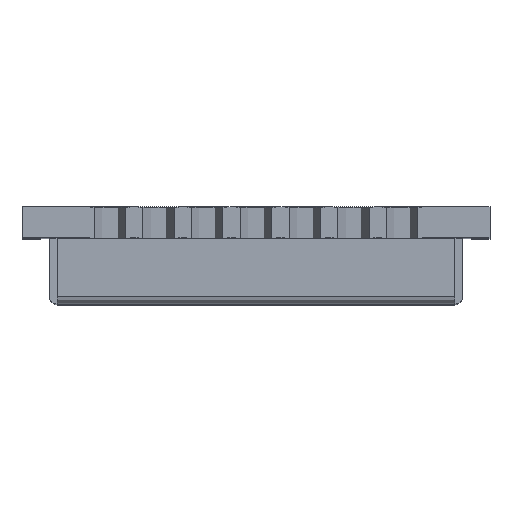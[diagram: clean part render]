
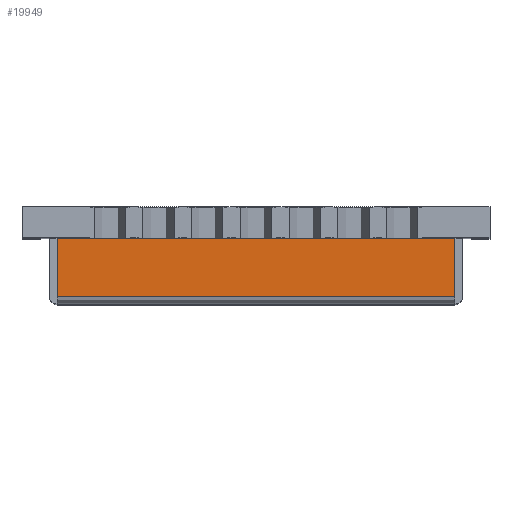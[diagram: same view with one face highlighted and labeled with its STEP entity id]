
A CAD part, top view. The second image highlights one B-rep face of the part: STEP entity #19949.
In plain terms, the highlighted planar face has unit normal (0, 0, 1).
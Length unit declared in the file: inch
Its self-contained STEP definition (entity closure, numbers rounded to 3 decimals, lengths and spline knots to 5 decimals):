
#123=PLANE('',#21063);
#1114=FACE_OUTER_BOUND('',#2183,.T.);
#2183=EDGE_LOOP('',(#14010,#14011,#14012,#14013));
#3522=LINE('',#27588,#6299);
#3531=LINE('',#27607,#6308);
#3533=LINE('',#27613,#6310);
#3536=LINE('',#27617,#6313);
#6299=VECTOR('',#22351,10.2);
#6308=VECTOR('',#22366,1.5);
#6310=VECTOR('',#22372,10.2);
#6313=VECTOR('',#22377,1.5);
#9102=VERTEX_POINT('',#27585);
#9103=VERTEX_POINT('',#27587);
#9110=VERTEX_POINT('',#27605);
#9111=VERTEX_POINT('',#27610);
#11047=EDGE_CURVE('',#9103,#9102,#3522,.T.);
#11057=EDGE_CURVE('',#9102,#9110,#3531,.T.);
#11060=EDGE_CURVE('',#9110,#9111,#3533,.T.);
#11063=EDGE_CURVE('',#9103,#9111,#3536,.T.);
#14010=ORIENTED_EDGE('',*,*,#11060,.T.);
#14011=ORIENTED_EDGE('',*,*,#11063,.F.);
#14012=ORIENTED_EDGE('',*,*,#11047,.T.);
#14013=ORIENTED_EDGE('',*,*,#11057,.T.);
#19949=ADVANCED_FACE('',(#1114),#123,.T.);
#21063=AXIS2_PLACEMENT_3D('',#27618,#22378,#22379);
#22351=DIRECTION('',(-1.,0.,0.));
#22366=DIRECTION('',(0.,-1.,0.));
#22372=DIRECTION('',(1.,0.,0.));
#22377=DIRECTION('',(0.,-1.,0.));
#22378=DIRECTION('center_axis',(0.,0.,1.));
#22379=DIRECTION('ref_axis',(1.,0.,0.));
#27585=CARTESIAN_POINT('',(-5.1,1.7,5.3));
#27587=CARTESIAN_POINT('',(5.1,1.7,5.3));
#27588=CARTESIAN_POINT('',(5.1,1.7,5.3));
#27605=CARTESIAN_POINT('',(-5.1,0.2,5.3));
#27607=CARTESIAN_POINT('',(-5.1,1.7,5.3));
#27610=CARTESIAN_POINT('',(5.1,0.2,5.3));
#27613=CARTESIAN_POINT('',(-5.1,0.2,5.3));
#27617=CARTESIAN_POINT('',(5.1,1.7,5.3));
#27618=CARTESIAN_POINT('Origin',(-5.3,0.,5.3));
